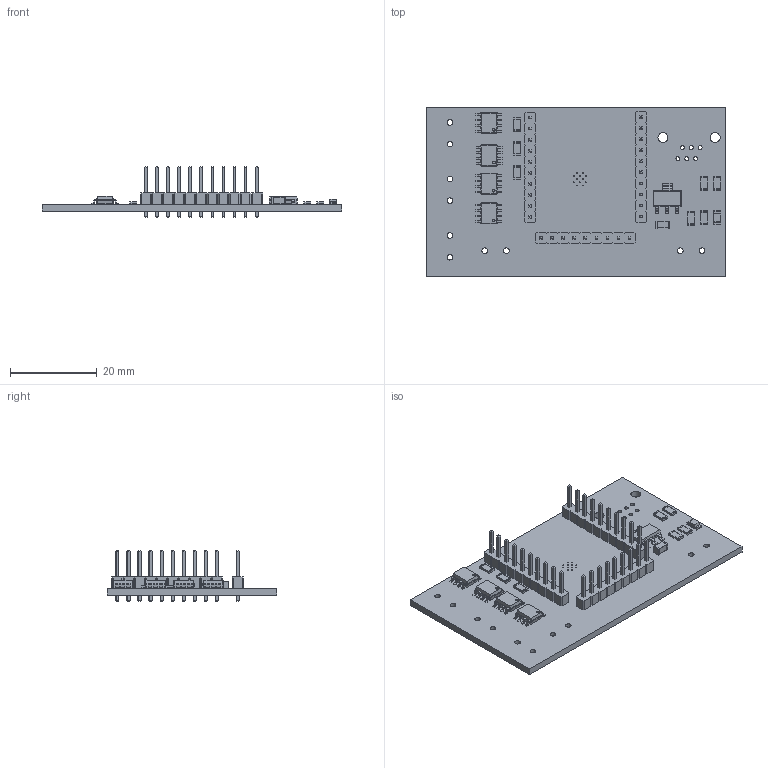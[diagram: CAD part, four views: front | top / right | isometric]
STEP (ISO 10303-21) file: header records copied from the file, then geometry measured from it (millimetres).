
FILE_DESCRIPTION(('KiCad electronic assembly'),'2;1');
FILE_NAME('driver_v2.step','2024-04-30T14:11:08',('Pcbnew'),('Kicad'), 'Open CASCADE STEP processor 7.7','KiCad to STEP converter','Unknown' );
FILE_SCHEMA(('AUTOMOTIVE_DESIGN { 1 0 10303 214 1 1 1 1 }'));
Length unit declared in the file: millimetre
Products named in the file (16): driver_v2 1; SOIC-8_3.9x4.9mm_P1.27mm; SOIC_8_39x49mm_P127mm; C_1206_3216Metric; R_1206_3216Metric; PinHeader_1x09_P2.54mm_Vertical; PinHeader_1x09_P254mm_Vertical; PinHeader_1x10_P2.54mm_Vertical; PinHeader_1x10_P254mm_Vertical; LED_1206_3216Metric; SOT-223; SOT_223; driver_v2_PCB
Assembly tree (25 placements, depth 3):
  driver_v2 1
    SOIC-8_3.9x4.9mm_P1.27mm  x4
      SOIC_8_39x49mm_P127mm
    C_1206_3216Metric
      C_1206_3216Metric
    R_1206_3216Metric  x7
      R_1206_3216Metric
    PinHeader_1x09_P2.54mm_Vertical
      PinHeader_1x09_P254mm_Vertical
    PinHeader_1x10_P2.54mm_Vertical  x2
      PinHeader_1x10_P254mm_Vertical
    LED_1206_3216Metric
      LED_1206_3216Metric
    SOT-223
      SOT_223
    driver_v2_PCB
Bounding box: 69 x 39 x 11.54 mm (x, y, z)
Volume: 4987.5 mm3; surface area: 7924.8 mm2
Topology: 18 solids, 18 shells, 1735 faces, 4382 edges, 2748 vertices
Faces by surface type: plane 1308, cylinder 283, bspline 144
Full cylindrical faces by diameter (mm): 0.2 x12, 0.6 x4, 0.9 x6, 1 x29, 1.3 x10, 2.3 x2
Entity records: 31495 total; most frequent: CARTESIAN_POINT 4634, ORIENTED_EDGE 4358, DIRECTION 4093, EDGE_CURVE 2179, LINE 1859, VECTOR 1859, VERTEX_POINT 1370, AXIS2_PLACEMENT_3D 1117
